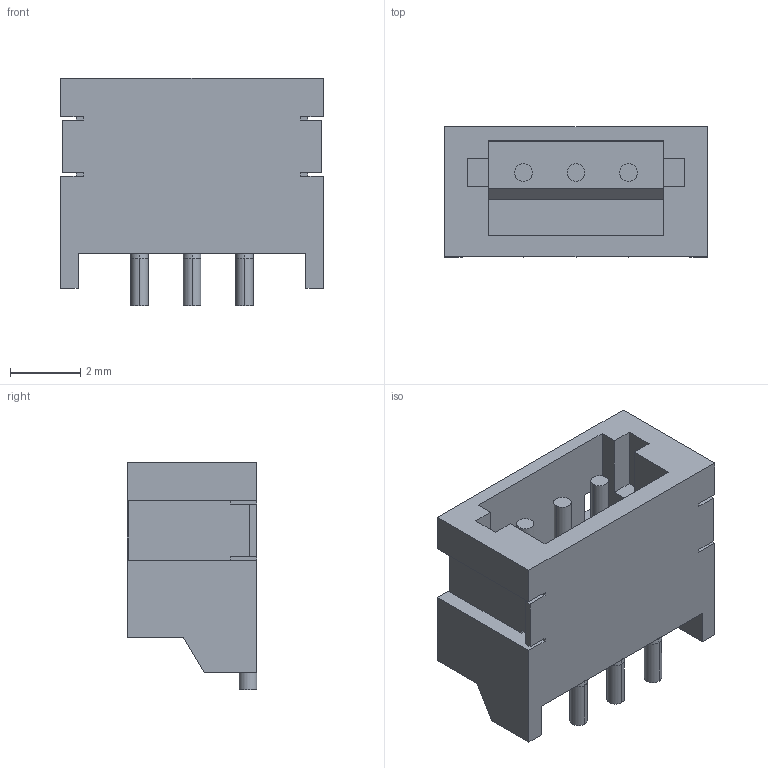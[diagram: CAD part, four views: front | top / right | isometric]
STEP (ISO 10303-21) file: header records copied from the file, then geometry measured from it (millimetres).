
FILE_DESCRIPTION (( 'STEP AP214' ), '1' );
FILE_NAME ('S3B-ZR-SM4A-TF_distribution.STEP', '2017-07-15T15:25:25', ( '' ), ( '' ), 'SwSTEP 2.0', 'SolidWorks 2017', '' );
FILE_SCHEMA (( 'AUTOMOTIVE_DESIGN' ));
Length unit declared in the file: millimetre
Products named in the file (1): S3B-ZR-SM4A-TF_distribution
Bounding box: 7.5 x 3.7 x 6.5 mm (x, y, z)
Volume: 91.4 mm3; surface area: 257 mm2
Topology: 1 solids, 1 shells, 85 faces, 230 edges, 152 vertices
Faces by surface type: plane 67, cylinder 12, bspline 6
Entity records: 3247 total; most frequent: CARTESIAN_POINT 675, ORIENTED_EDGE 460, DIRECTION 412, EDGE_CURVE 230, VECTOR 192, LINE 192, VERTEX_POINT 152, AXIS2_PLACEMENT_3D 110
